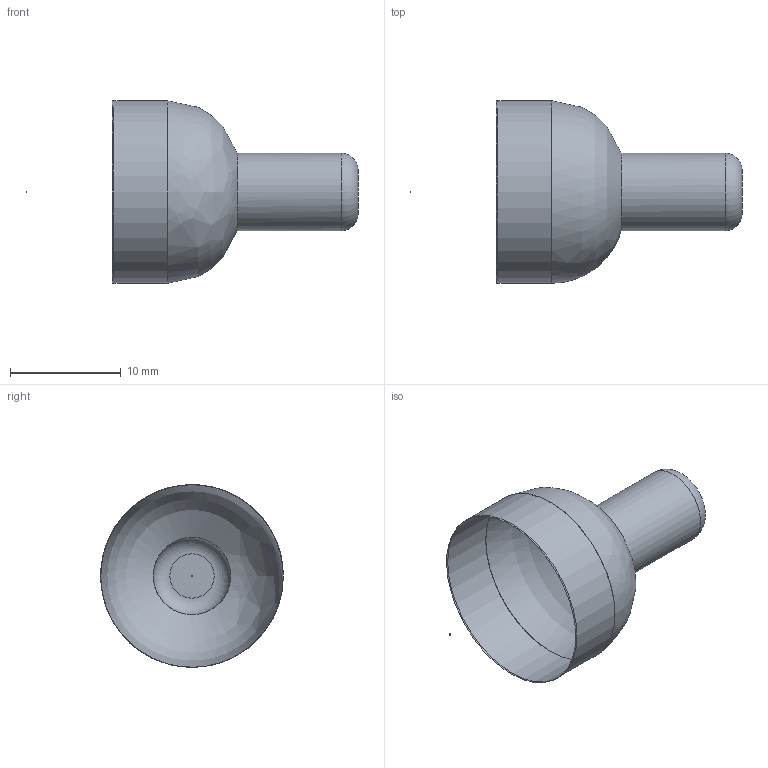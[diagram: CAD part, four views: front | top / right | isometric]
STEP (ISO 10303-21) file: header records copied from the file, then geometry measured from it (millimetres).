
FILE_DESCRIPTION(('FreeCAD Model'),'2;1');
FILE_NAME('dupa.step','2019-12-05T20:30:17',('Author'),(''), 'Open CASCADE STEP processor 6.8','FreeCAD','Unknown');
FILE_SCHEMA(('AUTOMOTIVE_DESIGN_CC2 { 1 2 10303 214 -1 1 5 4 }'));
Length unit declared in the file: millimetre
Products named in the file (1): Offset
Bounding box: 30 x 16.51 x 16.51 mm (x, y, z)
Surface area: 879.5 mm2 (no closed solid volume)
Topology: 0 solids, 1 shells, 9 faces, 17 edges, 9 vertices
Faces by surface type: cylinder 2, offset 2, bspline 2, torus 1, sphere 1, plane 1
Full cylindrical faces by diameter (mm): 7 x1, 16.511 x1
Entity records: 839 total; most frequent: CARTESIAN_POINT 482, DIRECTION 63, ORIENTED_EDGE 32, PCURVE 32, DEFINITIONAL_REPRESENTATION 32, LINE 30, VECTOR 30, EDGE_CURVE 16
